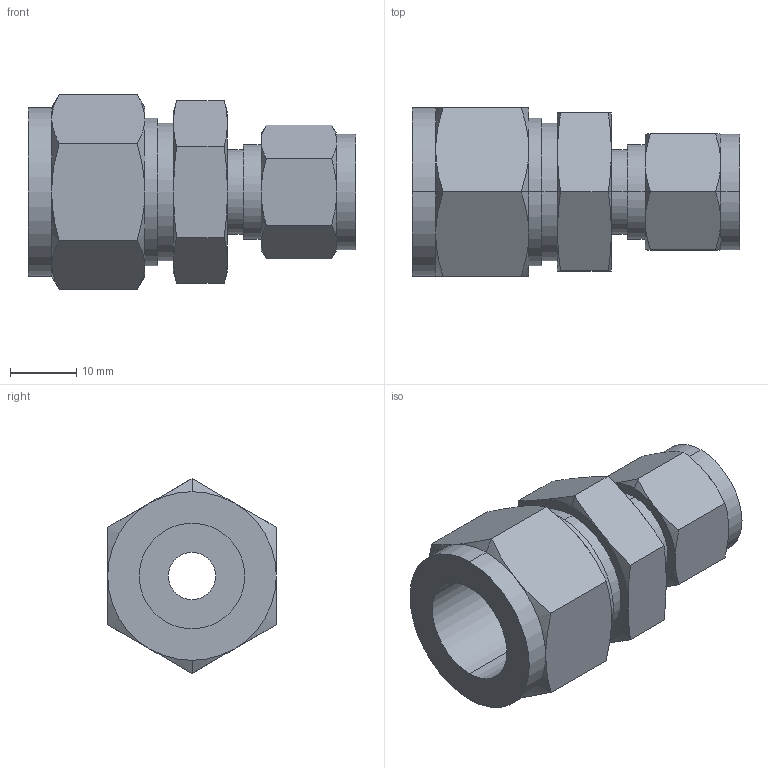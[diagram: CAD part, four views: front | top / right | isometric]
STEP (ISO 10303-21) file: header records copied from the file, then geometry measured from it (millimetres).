
FILE_DESCRIPTION (( 'STEP AP203' ), '1' );
FILE_NAME ('RizurLok-PP-5.8Ä(O)-3.8Ä(O).STEP', '2022-03-09T11:38:18', ( '' ), ( '' ), 'SwSTEP 2.0', 'SolidWorks 2020', '' );
FILE_SCHEMA (( 'CONFIG_CONTROL_DESIGN' ));
Length unit declared in the file: millimetre
Products named in the file (2): RizurLok-PP-5.8Ä(O)-3.8Ä(O)
Assembly tree (1 placements, depth 2):
  RizurLok-PP-5.8Ä(O)-3.8Ä(O)
    RizurLok-PP-5.8Ä(O)-3.8Ä(O)
Bounding box: 49.27 x 25.4 x 29.33 mm (x, y, z)
Volume: 13172.3 mm3; surface area: 6987.5 mm2
Topology: 1 solids, 1 shells, 232 faces, 581 edges, 370 vertices
Faces by surface type: plane 91, bspline 75, cone 48, cylinder 18
Entity records: 10483 total; most frequent: CARTESIAN_POINT 5350, ORIENTED_EDGE 1162, DIRECTION 761, EDGE_CURVE 581, VERTEX_POINT 370, VECTOR 279, LINE 279, EDGE_LOOP 253
